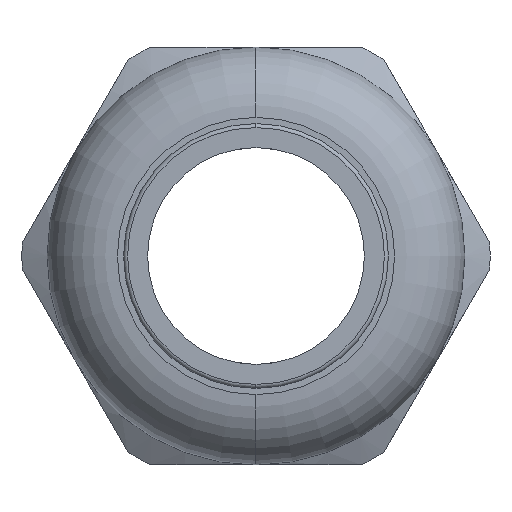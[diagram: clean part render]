
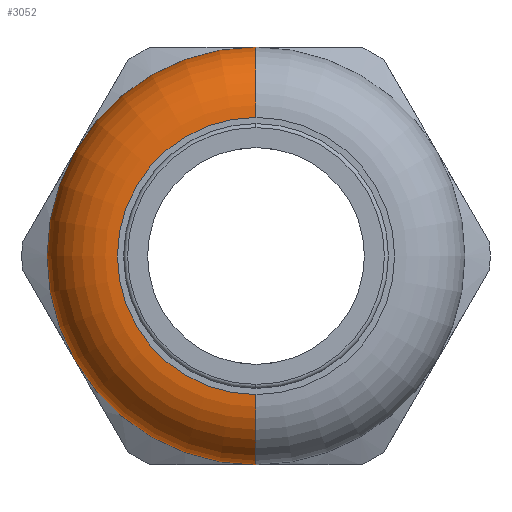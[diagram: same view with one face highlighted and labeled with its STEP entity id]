
A CAD part, left-side view. The second image highlights one B-rep face of the part: STEP entity #3052.
In plain terms, the highlighted toroidal (fillet/blend) face has major radius 8.926 mm and minor radius 4.536 mm.
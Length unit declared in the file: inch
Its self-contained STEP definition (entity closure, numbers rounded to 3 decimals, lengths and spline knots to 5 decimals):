
#367 = VERTEX_POINT ( 'NONE', #1509 ) ;
#368 = EDGE_CURVE ( 'NONE', #375, #418, #1508, .T. ) ;
#371 = EDGE_CURVE ( 'NONE', #375, #367, #1495, .T. ) ;
#372 = ORIENTED_EDGE ( 'NONE', *, *, #368, .T. ) ;
#375 = VERTEX_POINT ( 'NONE', #1545 ) ;
#394 = EDGE_CURVE ( 'NONE', #367, #395, #1577, .T. ) ;
#395 = VERTEX_POINT ( 'NONE', #1568 ) ;
#399 = ORIENTED_EDGE ( 'NONE', *, *, #394, .F. ) ;
#410 = ORIENTED_EDGE ( 'NONE', *, *, #412, .F. ) ;
#412 = EDGE_CURVE ( 'NONE', #395, #418, #1606, .T. ) ;
#418 = VERTEX_POINT ( 'NONE', #1591 ) ;
#1492 = DIRECTION ( 'NONE',  ( 0., 0., -1. ) ) ;
#1493 = DIRECTION ( 'NONE',  ( -1., 0., 0. ) ) ;
#1494 = AXIS2_PLACEMENT_3D ( 'NONE', #1501, #1493, #1492 ) ;
#1495 = CIRCLE ( 'NONE', #1494, 0.3514 ) ;
#1501 = CARTESIAN_POINT ( 'NONE',  ( -1.1, 0., 0. ) ) ;
#1504 = DIRECTION ( 'NONE',  ( 0., 0., 1. ) ) ;
#1505 = DIRECTION ( 'NONE',  ( 0., 1., 0. ) ) ;
#1506 = CARTESIAN_POINT ( 'NONE',  ( -0.9214, 0., 0.3514 ) ) ;
#1507 = AXIS2_PLACEMENT_3D ( 'NONE', #1506, #1505, #1504 ) ;
#1508 = CIRCLE ( 'NONE', #1507, 0.1786 ) ;
#1509 = CARTESIAN_POINT ( 'NONE',  ( -1.1, 0., -0.3514 ) ) ;
#1545 = CARTESIAN_POINT ( 'NONE',  ( -1.1, 0., 0.3514 ) ) ;
#1568 = CARTESIAN_POINT ( 'NONE',  ( -0.9214, 0., -0.53 ) ) ;
#1569 = DIRECTION ( 'NONE',  ( 0., 0., -1. ) ) ;
#1570 = DIRECTION ( 'NONE',  ( 0., -1., 0. ) ) ;
#1571 = CARTESIAN_POINT ( 'NONE',  ( -0.9214, 0., -0.3514 ) ) ;
#1572 = AXIS2_PLACEMENT_3D ( 'NONE', #1571, #1570, #1569 ) ;
#1577 = CIRCLE ( 'NONE', #1572, 0.1786 ) ;
#1591 = CARTESIAN_POINT ( 'NONE',  ( -0.9214, 0., 0.53 ) ) ;
#1602 = DIRECTION ( 'NONE',  ( 0., 0., -1. ) ) ;
#1603 = DIRECTION ( 'NONE',  ( 1., 0., 0. ) ) ;
#1604 = CARTESIAN_POINT ( 'NONE',  ( -0.9214, 0., 0. ) ) ;
#1605 = AXIS2_PLACEMENT_3D ( 'NONE', #1604, #1603, #1602 ) ;
#1606 = CIRCLE ( 'NONE', #1605, 0.53 ) ;
#2594 = DIRECTION ( 'NONE',  ( 0., 0., -1. ) ) ;
#2595 = DIRECTION ( 'NONE',  ( 1., 0., 0. ) ) ;
#2596 = CARTESIAN_POINT ( 'NONE',  ( -0.9214, 0., 0. ) ) ;
#2597 = AXIS2_PLACEMENT_3D ( 'NONE', #2596, #2595, #2594 ) ;
#2598 = TOROIDAL_SURFACE ( 'NONE', #2597, 0.3514, 0.1786 ) ;
#2599 = FACE_OUTER_BOUND ( 'NONE', #3054, .T. ) ;
#3052 = ADVANCED_FACE ( 'NONE', ( #2599 ), #2598, .T. ) ;
#3053 = ORIENTED_EDGE ( 'NONE', *, *, #371, .F. ) ;
#3054 = EDGE_LOOP ( 'NONE', ( #3053, #372, #410, #399 ) ) ;
